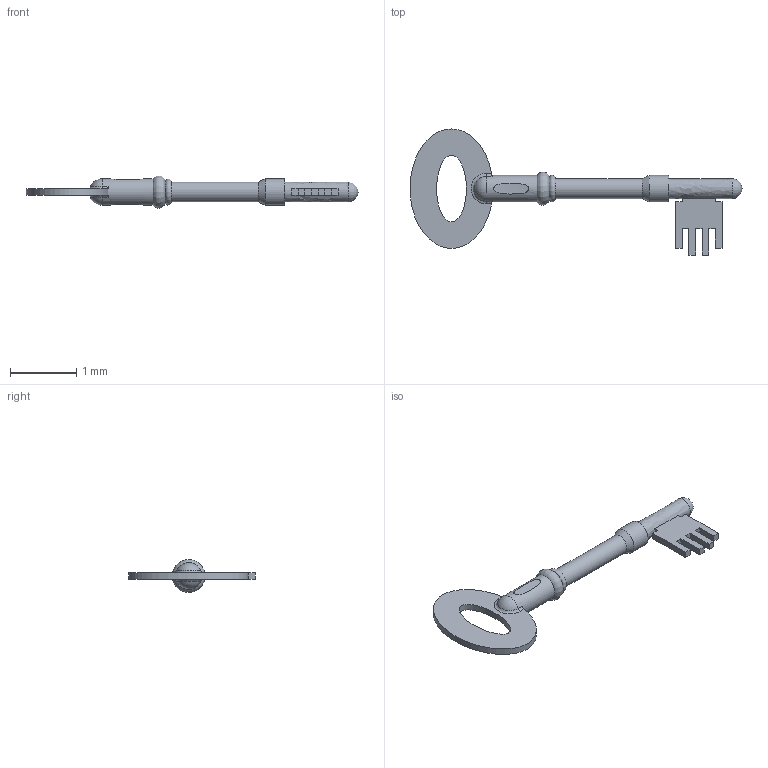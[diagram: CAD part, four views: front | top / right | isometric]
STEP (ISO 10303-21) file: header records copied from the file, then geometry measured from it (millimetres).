
FILE_DESCRIPTION(('Model'),'1');
FILE_NAME('Euclid Shape Model','2001-01-26T16:41:20',('Author'),( 'MATRA-DATAVISION'),'CASCADE STEP processor V4.0', 'MATRA-DATAVISION CASCADE OL 4.0','Unknown');
FILE_SCHEMA(('AUTOMOTIVE_DESIGN { 1 2 10303 214 0 1 1 1 }'));
Length unit declared in the file: millimetre
Products named in the file (2): ASSEMBLY; SOLID
Assembly tree (1 placements, depth 2):
  ASSEMBLY
    SOLID
Bounding box: 5 x 1.9 x 0.49 mm (x, y, z)
Volume: 0.5 mm3; surface area: 9.1 mm2
Topology: 1 solids, 1 shells, 45 faces, 117 edges, 76 vertices
Faces by surface type: extrusion 24, revolution 11, bspline 6, plane 4
Entity records: 6425 total; most frequent: CARTESIAN_POINT 5477, ORIENTED_EDGE 232, EDGE_CURVE 116, DIRECTION 105, B_SPLINE_CURVE_WITH_KNOTS 88, VERTEX_POINT 76, FACE_BOUND 50, EDGE_LOOP 50
